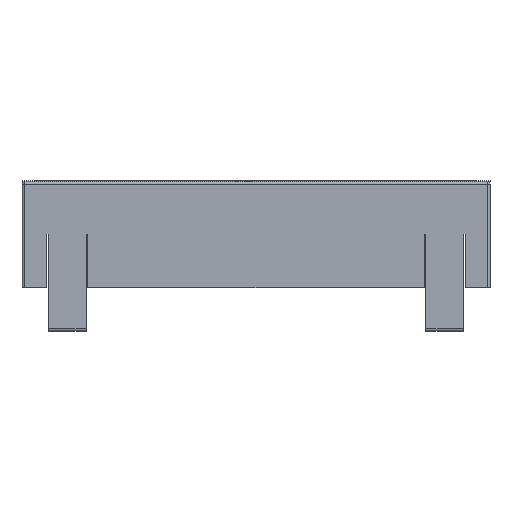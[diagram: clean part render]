
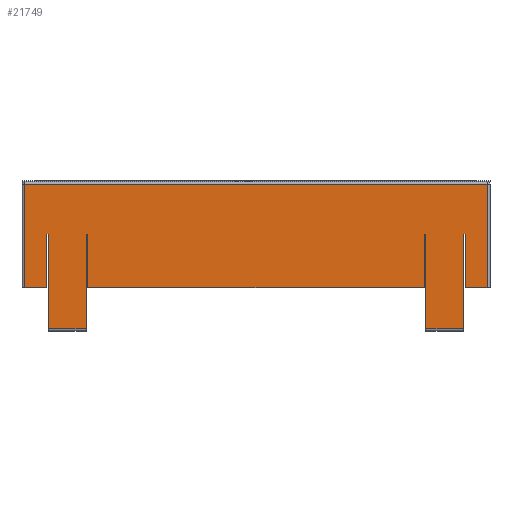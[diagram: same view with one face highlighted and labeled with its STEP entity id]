
A CAD part, left-side view. The second image highlights one B-rep face of the part: STEP entity #21749.
In plain terms, the highlighted planar face has unit normal (-1, 0, 0).
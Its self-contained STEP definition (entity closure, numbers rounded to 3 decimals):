
#2179=FACE_OUTER_BOUND('',#3399,.T.);
#3399=EDGE_LOOP('',(#14624,#14625,#14626,#14627,#14628,#14629,#14630,#14631,
#14632,#14633,#14634,#14635,#14636,#14637,#14638,#14639,#14640,#14641,#14642,
#14643));
#4720=LINE('',#26956,#6763);
#4730=LINE('',#26976,#6773);
#4788=LINE('',#27129,#6831);
#4799=LINE('',#27152,#6842);
#4803=LINE('',#27183,#6846);
#4805=LINE('',#27189,#6848);
#4808=LINE('',#27200,#6851);
#4811=LINE('',#27208,#6854);
#4817=LINE('',#27220,#6860);
#4818=LINE('',#27222,#6861);
#4819=LINE('',#27224,#6862);
#4820=LINE('',#27226,#6863);
#4821=LINE('',#27228,#6864);
#4822=LINE('',#27229,#6865);
#4823=LINE('',#27231,#6866);
#4824=LINE('',#27232,#6867);
#4825=LINE('',#27234,#6868);
#4826=LINE('',#27236,#6869);
#4827=LINE('',#27238,#6870);
#4828=LINE('',#27239,#6871);
#6763=VECTOR('',#23636,10.);
#6773=VECTOR('',#23648,10.);
#6831=VECTOR('',#23756,10.);
#6842=VECTOR('',#23771,10.);
#6846=VECTOR('',#23815,10.);
#6848=VECTOR('',#23821,10.);
#6851=VECTOR('',#23834,10.);
#6854=VECTOR('',#23843,10.);
#6860=VECTOR('',#23851,10.);
#6861=VECTOR('',#23852,10.);
#6862=VECTOR('',#23853,10.);
#6863=VECTOR('',#23854,10.);
#6864=VECTOR('',#23855,10.);
#6865=VECTOR('',#23856,10.);
#6866=VECTOR('',#23857,10.);
#6867=VECTOR('',#23858,10.);
#6868=VECTOR('',#23859,10.);
#6869=VECTOR('',#23860,10.);
#6870=VECTOR('',#23861,10.);
#6871=VECTOR('',#23862,10.);
#8797=VERTEX_POINT('',#26949);
#8800=VERTEX_POINT('',#26954);
#8809=VERTEX_POINT('',#26974);
#8878=VERTEX_POINT('',#27126);
#8879=VERTEX_POINT('',#27128);
#8889=VERTEX_POINT('',#27150);
#8892=VERTEX_POINT('',#27163);
#8896=VERTEX_POINT('',#27176);
#8897=VERTEX_POINT('',#27185);
#8901=VERTEX_POINT('',#27198);
#8903=VERTEX_POINT('',#27207);
#8908=VERTEX_POINT('',#27219);
#8909=VERTEX_POINT('',#27221);
#8910=VERTEX_POINT('',#27223);
#8911=VERTEX_POINT('',#27225);
#8912=VERTEX_POINT('',#27227);
#8913=VERTEX_POINT('',#27230);
#8914=VERTEX_POINT('',#27233);
#8915=VERTEX_POINT('',#27235);
#8916=VERTEX_POINT('',#27237);
#11058=EDGE_CURVE('',#8800,#8797,#4720,.T.);
#11068=EDGE_CURVE('',#8809,#8800,#4730,.T.);
#11143=EDGE_CURVE('',#8878,#8879,#4788,.T.);
#11155=EDGE_CURVE('',#8878,#8889,#4799,.T.);
#11171=EDGE_CURVE('',#8892,#8896,#4803,.T.);
#11174=EDGE_CURVE('',#8896,#8897,#4805,.T.);
#11179=EDGE_CURVE('',#8901,#8892,#4808,.T.);
#11183=EDGE_CURVE('',#8897,#8903,#4811,.T.);
#11189=EDGE_CURVE('',#8908,#8809,#4817,.T.);
#11190=EDGE_CURVE('',#8909,#8908,#4818,.T.);
#11191=EDGE_CURVE('',#8910,#8909,#4819,.T.);
#11192=EDGE_CURVE('',#8911,#8910,#4820,.T.);
#11193=EDGE_CURVE('',#8912,#8911,#4821,.T.);
#11194=EDGE_CURVE('',#8879,#8912,#4822,.T.);
#11195=EDGE_CURVE('',#8889,#8913,#4823,.T.);
#11196=EDGE_CURVE('',#8913,#8903,#4824,.T.);
#11197=EDGE_CURVE('',#8914,#8901,#4825,.T.);
#11198=EDGE_CURVE('',#8915,#8914,#4826,.T.);
#11199=EDGE_CURVE('',#8916,#8915,#4827,.T.);
#11200=EDGE_CURVE('',#8797,#8916,#4828,.T.);
#14624=ORIENTED_EDGE('',*,*,#11058,.F.);
#14625=ORIENTED_EDGE('',*,*,#11068,.F.);
#14626=ORIENTED_EDGE('',*,*,#11189,.F.);
#14627=ORIENTED_EDGE('',*,*,#11190,.F.);
#14628=ORIENTED_EDGE('',*,*,#11191,.F.);
#14629=ORIENTED_EDGE('',*,*,#11192,.F.);
#14630=ORIENTED_EDGE('',*,*,#11193,.F.);
#14631=ORIENTED_EDGE('',*,*,#11194,.F.);
#14632=ORIENTED_EDGE('',*,*,#11143,.F.);
#14633=ORIENTED_EDGE('',*,*,#11155,.T.);
#14634=ORIENTED_EDGE('',*,*,#11195,.T.);
#14635=ORIENTED_EDGE('',*,*,#11196,.T.);
#14636=ORIENTED_EDGE('',*,*,#11183,.F.);
#14637=ORIENTED_EDGE('',*,*,#11174,.F.);
#14638=ORIENTED_EDGE('',*,*,#11171,.F.);
#14639=ORIENTED_EDGE('',*,*,#11179,.F.);
#14640=ORIENTED_EDGE('',*,*,#11197,.F.);
#14641=ORIENTED_EDGE('',*,*,#11198,.F.);
#14642=ORIENTED_EDGE('',*,*,#11199,.F.);
#14643=ORIENTED_EDGE('',*,*,#11200,.F.);
#21189=PLANE('',#23016);
#21749=ADVANCED_FACE('',(#2179),#21189,.T.);
#23016=AXIS2_PLACEMENT_3D('',#27218,#23849,#23850);
#23636=DIRECTION('',(0.,1.,0.));
#23648=DIRECTION('',(0.,0.,-1.));
#23756=DIRECTION('',(0.,1.,0.));
#23771=DIRECTION('',(0.,0.,1.));
#23815=DIRECTION('',(0.,-1.,0.));
#23821=DIRECTION('',(0.,0.,-1.));
#23834=DIRECTION('',(0.,0.,1.));
#23843=DIRECTION('',(0.,1.,0.));
#23849=DIRECTION('center_axis',(-1.,0.,0.));
#23850=DIRECTION('ref_axis',(0.,1.,0.));
#23851=DIRECTION('',(0.,1.,0.));
#23852=DIRECTION('',(0.,0.,1.));
#23853=DIRECTION('',(0.,1.,0.));
#23854=DIRECTION('',(0.,0.,-1.));
#23855=DIRECTION('',(0.,1.,0.));
#23856=DIRECTION('',(0.,0.,1.));
#23857=DIRECTION('',(0.,-1.,0.));
#23858=DIRECTION('',(0.,0.,-1.));
#23859=DIRECTION('',(0.,1.,0.));
#23860=DIRECTION('',(0.,0.,-1.));
#23861=DIRECTION('',(0.,1.,0.));
#23862=DIRECTION('',(0.,0.,1.));
#26949=CARTESIAN_POINT('',(-26.8,38.8,0.05));
#26954=CARTESIAN_POINT('',(-26.8,31.8,0.05));
#26956=CARTESIAN_POINT('',(-26.8,-2.5,0.05));
#26974=CARTESIAN_POINT('',(-26.8,31.8,17.75));
#26976=CARTESIAN_POINT('',(-26.8,31.8,20.15));
#27126=CARTESIAN_POINT('',(-26.8,-38.8,0.05));
#27128=CARTESIAN_POINT('',(-26.8,-31.8,0.05));
#27129=CARTESIAN_POINT('',(-26.8,-41.3,0.05));
#27150=CARTESIAN_POINT('',(-26.8,-38.8,17.75));
#27152=CARTESIAN_POINT('',(-26.8,-38.8,20.15));
#27163=CARTESIAN_POINT('',(-26.8,43.3,27.05));
#27176=CARTESIAN_POINT('',(-26.8,-43.3,27.05));
#27183=CARTESIAN_POINT('',(-26.8,-21.9,27.05));
#27185=CARTESIAN_POINT('',(-26.8,-43.3,7.75));
#27189=CARTESIAN_POINT('',(-26.8,-43.3,27.55));
#27198=CARTESIAN_POINT('',(-26.8,43.3,7.75));
#27200=CARTESIAN_POINT('',(-26.8,43.3,27.55));
#27207=CARTESIAN_POINT('',(-26.8,-39.15,7.75));
#27208=CARTESIAN_POINT('',(-26.8,43.8,7.75));
#27218=CARTESIAN_POINT('Origin',(-26.8,-43.8,27.55));
#27219=CARTESIAN_POINT('',(-26.8,31.45,17.75));
#27220=CARTESIAN_POINT('',(-26.8,-6.,17.75));
#27221=CARTESIAN_POINT('',(-26.8,31.45,7.75));
#27222=CARTESIAN_POINT('',(-26.8,31.45,20.15));
#27223=CARTESIAN_POINT('',(-26.8,-31.45,7.75));
#27224=CARTESIAN_POINT('',(-26.8,43.8,7.75));
#27225=CARTESIAN_POINT('',(-26.8,-31.45,17.75));
#27226=CARTESIAN_POINT('',(-26.8,-31.45,20.15));
#27227=CARTESIAN_POINT('',(-26.8,-31.8,17.75));
#27228=CARTESIAN_POINT('',(-26.8,-37.8,17.75));
#27229=CARTESIAN_POINT('',(-26.8,-31.8,20.15));
#27230=CARTESIAN_POINT('',(-26.8,-39.15,17.75));
#27231=CARTESIAN_POINT('',(-26.8,-41.3,17.75));
#27232=CARTESIAN_POINT('',(-26.8,-39.15,20.15));
#27233=CARTESIAN_POINT('',(-26.8,39.15,7.75));
#27234=CARTESIAN_POINT('',(-26.8,43.8,7.75));
#27235=CARTESIAN_POINT('',(-26.8,39.15,17.75));
#27236=CARTESIAN_POINT('',(-26.8,39.15,20.15));
#27237=CARTESIAN_POINT('',(-26.8,38.8,17.75));
#27238=CARTESIAN_POINT('',(-26.8,-2.5,17.75));
#27239=CARTESIAN_POINT('',(-26.8,38.8,20.15));
